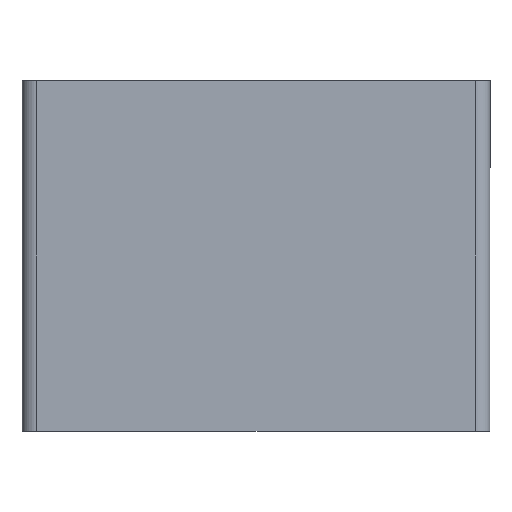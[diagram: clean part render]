
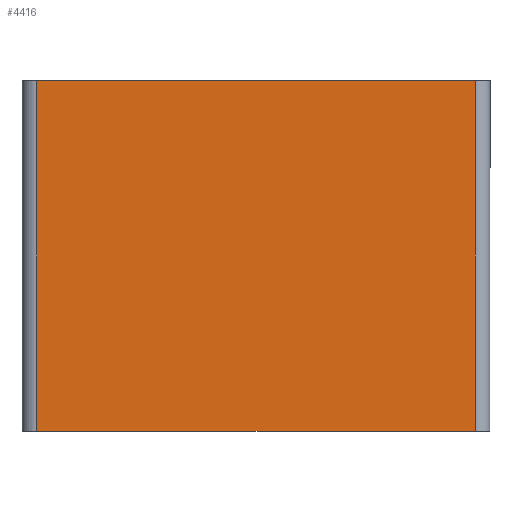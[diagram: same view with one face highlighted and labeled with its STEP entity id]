
A CAD part, front view. The second image highlights one B-rep face of the part: STEP entity #4416.
In plain terms, the highlighted face is planar.
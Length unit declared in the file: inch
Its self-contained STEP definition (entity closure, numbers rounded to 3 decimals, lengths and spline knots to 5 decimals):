
#75 = DIRECTION ( 'NONE',  ( 0., 0., -1. ) ) ;
#155 = CARTESIAN_POINT ( 'NONE',  ( 3.75, 1.3, -3. ) ) ;
#217 = LINE ( 'NONE', #2584, #6187 ) ;
#1617 = CARTESIAN_POINT ( 'NONE',  ( -3.75, 1.3, 3. ) ) ;
#1726 = VERTEX_POINT ( 'NONE', #1617 ) ;
#1891 = ORIENTED_EDGE ( 'NONE', *, *, #9636, .F. ) ;
#2584 = CARTESIAN_POINT ( 'NONE',  ( -4., 1.3, -3. ) ) ;
#3119 = VECTOR ( 'NONE', #5108, 39.37008 ) ;
#4152 = CARTESIAN_POINT ( 'NONE',  ( -3.75, 1.3, -3. ) ) ;
#4416 = ADVANCED_FACE ( 'NONE', ( #7556 ), #8945, .T. ) ;
#4924 = EDGE_CURVE ( 'NONE', #15895, #13168, #6314, .T. ) ;
#5015 = DIRECTION ( 'NONE',  ( 0., 0., 1. ) ) ;
#5108 = DIRECTION ( 'NONE',  ( -1., 0., 0. ) ) ;
#5140 = VECTOR ( 'NONE', #7824, 39.37008 ) ;
#5316 = CARTESIAN_POINT ( 'NONE',  ( 3.75, 1.3, -3. ) ) ;
#5466 = CARTESIAN_POINT ( 'NONE',  ( 3.75, 1.3, 3. ) ) ;
#6187 = VECTOR ( 'NONE', #13830, 39.37008 ) ;
#6221 = VERTEX_POINT ( 'NONE', #4152 ) ;
#6314 = LINE ( 'NONE', #155, #14218 ) ;
#6344 = CARTESIAN_POINT ( 'NONE',  ( -4., 1.3, 3. ) ) ;
#7117 = LINE ( 'NONE', #6344, #3119 ) ;
#7556 = FACE_OUTER_BOUND ( 'NONE', #8651, .T. ) ;
#7824 = DIRECTION ( 'NONE',  ( 0., 0., 1. ) ) ;
#8651 = EDGE_LOOP ( 'NONE', ( #1891, #15292, #9950, #13616 ) ) ;
#8945 = PLANE ( 'NONE',  #16061 ) ;
#9636 = EDGE_CURVE ( 'NONE', #15895, #1726, #7117, .T. ) ;
#9950 = ORIENTED_EDGE ( 'NONE', *, *, #14126, .T. ) ;
#11309 = CARTESIAN_POINT ( 'NONE',  ( -4., 1.3, -3. ) ) ;
#11420 = LINE ( 'NONE', #15286, #5140 ) ;
#13168 = VERTEX_POINT ( 'NONE', #5316 ) ;
#13421 = EDGE_CURVE ( 'NONE', #6221, #1726, #11420, .T. ) ;
#13616 = ORIENTED_EDGE ( 'NONE', *, *, #13421, .T. ) ;
#13830 = DIRECTION ( 'NONE',  ( -1., 0., 0. ) ) ;
#13950 = DIRECTION ( 'NONE',  ( 0., 1., 0. ) ) ;
#14126 = EDGE_CURVE ( 'NONE', #13168, #6221, #217, .T. ) ;
#14218 = VECTOR ( 'NONE', #75, 39.37008 ) ;
#15286 = CARTESIAN_POINT ( 'NONE',  ( -3.75, 1.3, -3. ) ) ;
#15292 = ORIENTED_EDGE ( 'NONE', *, *, #4924, .T. ) ;
#15895 = VERTEX_POINT ( 'NONE', #5466 ) ;
#16061 = AXIS2_PLACEMENT_3D ( 'NONE', #11309, #13950, #5015 ) ;
